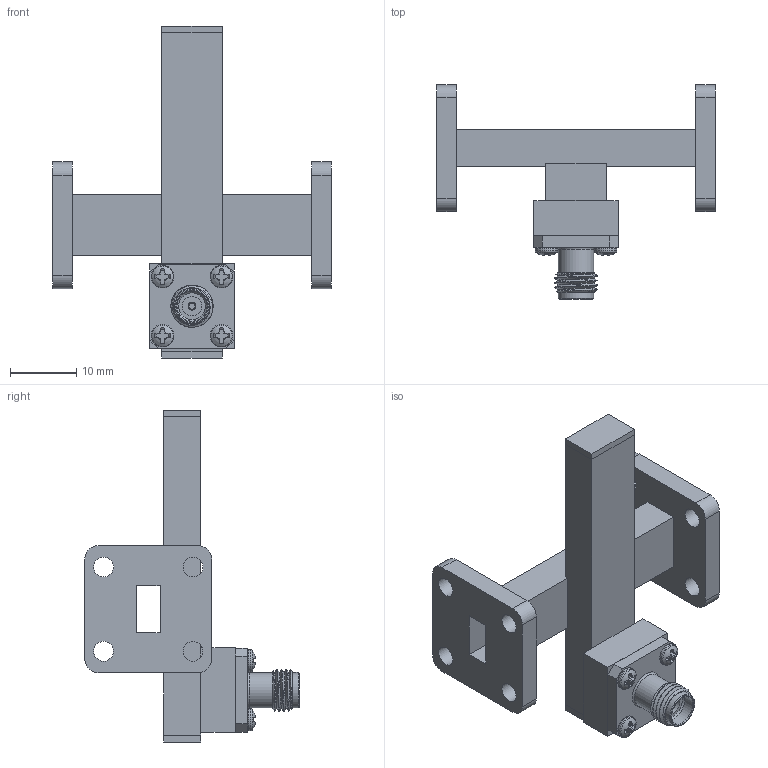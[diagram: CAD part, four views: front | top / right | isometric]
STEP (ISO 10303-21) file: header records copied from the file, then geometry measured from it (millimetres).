
FILE_DESCRIPTION (( 'STEP AP203' ), '1' );
FILE_NAME ('FMWCP1089K-40_3D.step', '2022-07-29T18:56:00', ( '' ), ( '' ), 'SwSTEP 2.0', 'SolidWorks 2021', '' );
FILE_SCHEMA (( 'CONFIG_CONTROL_DESIGN' ));
Length unit declared in the file: inch
Products named in the file (1): FMWCP1089K-40_3D
Bounding box: 42 x 32.27 x 50 mm (x, y, z)
Volume: 6560.7 mm3; surface area: 6103.8 mm2
Topology: 1 solids, 6 shells, 314 faces, 828 edges, 546 vertices
Faces by surface type: plane 152, cylinder 115, cone 23, bspline 11, torus 9, sphere 4
Full cylindrical faces by diameter (mm): 0.94 x1, 1.016 x1, 1.194 x1, 1.27 x1, 1.854 x5, 2.92 x1, 3 x8, 3.393 x4, 4.521 x1, 5.08 x1, 5.334 x2
Entity records: 15892 total; most frequent: CARTESIAN_POINT 8664, ORIENTED_EDGE 1540, DIRECTION 1372, EDGE_CURVE 770, VERTEX_POINT 530, AXIS2_PLACEMENT_3D 516, EDGE_LOOP 394, FACE_OUTER_BOUND 349
